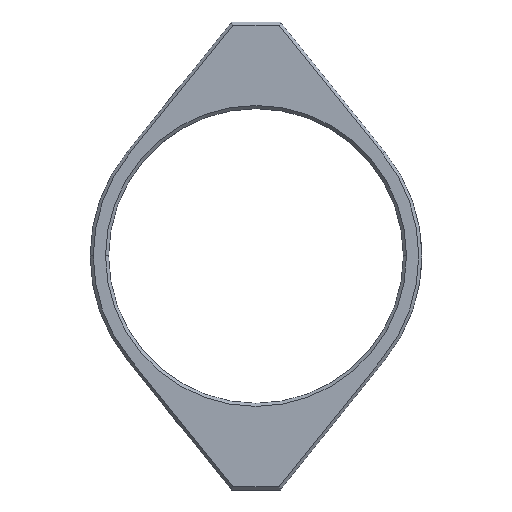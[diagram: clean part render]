
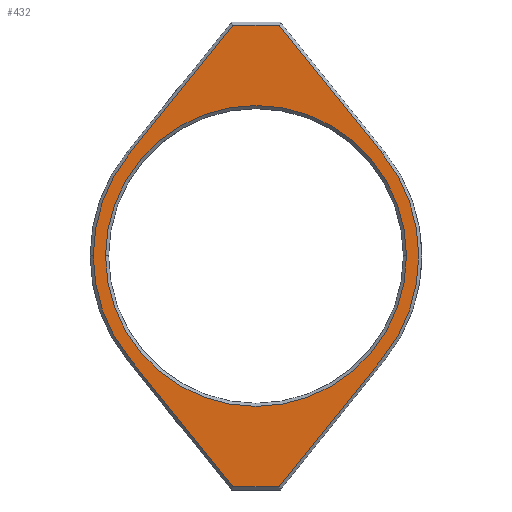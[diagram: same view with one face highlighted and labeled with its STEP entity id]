
A CAD part, top view. The second image highlights one B-rep face of the part: STEP entity #432.
In plain terms, the highlighted planar face has unit normal (0, 0, 1).
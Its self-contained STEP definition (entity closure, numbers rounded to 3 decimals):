
#1 = FACE_OUTER_BOUND ( 'NONE', #1985, .T. ) ;
#39 = CARTESIAN_POINT ( 'NONE',  ( 20.647, 16.612, 5. ) ) ;
#51 = CARTESIAN_POINT ( 'NONE',  ( -4., 37.6, 5. ) ) ;
#72 = CARTESIAN_POINT ( 'NONE',  ( -20.647, 16.612, 5. ) ) ;
#93 = CIRCLE ( 'NONE', #2893, 24.5 ) ;
#187 = VECTOR ( 'NONE', #2313, 1000. ) ;
#214 = FACE_BOUND ( 'NONE', #2087, .T. ) ;
#242 = LINE ( 'NONE', #3339, #187 ) ;
#254 = EDGE_CURVE ( 'NONE', #1542, #3409, #93, .T. ) ;
#318 = CARTESIAN_POINT ( 'NONE',  ( -20.647, -16.612, 5. ) ) ;
#331 = DIRECTION ( 'NONE',  ( -0.627, 0.779, 0. ) ) ;
#334 = VECTOR ( 'NONE', #387, 1000. ) ;
#371 = DIRECTION ( 'NONE',  ( 1., 0., 0. ) ) ;
#387 = DIRECTION ( 'NONE',  ( -1., 0., 0. ) ) ;
#432 = ADVANCED_FACE ( 'NONE', ( #214, #1 ), #1890, .T. ) ;
#465 = VERTEX_POINT ( 'NONE', #1250 ) ;
#548 = AXIS2_PLACEMENT_3D ( 'NONE', #1303, #2251, #2576 ) ;
#573 = ORIENTED_EDGE ( 'NONE', *, *, #1260, .T. ) ;
#612 = VERTEX_POINT ( 'NONE', #72 ) ;
#660 = CIRCLE ( 'NONE', #3766, 26.5 ) ;
#731 = CARTESIAN_POINT ( 'NONE',  ( 3.761, 37.6, 5. ) ) ;
#775 = VECTOR ( 'NONE', #1628, 1000. ) ;
#818 = VECTOR ( 'NONE', #3366, 1000. ) ;
#831 = ORIENTED_EDGE ( 'NONE', *, *, #4248, .T. ) ;
#889 = LINE ( 'NONE', #4232, #775 ) ;
#904 = DIRECTION ( 'NONE',  ( 0., 0., 1. ) ) ;
#1039 = CARTESIAN_POINT ( 'NONE',  ( 0., 0., 5. ) ) ;
#1087 = EDGE_CURVE ( 'NONE', #1645, #1708, #2354, .T. ) ;
#1090 = ORIENTED_EDGE ( 'NONE', *, *, #1369, .T. ) ;
#1107 = CARTESIAN_POINT ( 'NONE',  ( 0., 0., 5. ) ) ;
#1250 = CARTESIAN_POINT ( 'NONE',  ( -3.761, -37.6, 5. ) ) ;
#1260 = EDGE_CURVE ( 'NONE', #465, #1465, #889, .T. ) ;
#1303 = CARTESIAN_POINT ( 'NONE',  ( 0., 0., 5. ) ) ;
#1340 = AXIS2_PLACEMENT_3D ( 'NONE', #3506, #3488, #2897 ) ;
#1365 = DIRECTION ( 'NONE',  ( 0., 0., 1. ) ) ;
#1369 = EDGE_CURVE ( 'NONE', #612, #1645, #2051, .T. ) ;
#1372 = VERTEX_POINT ( 'NONE', #39 ) ;
#1388 = ORIENTED_EDGE ( 'NONE', *, *, #1961, .T. ) ;
#1402 = ORIENTED_EDGE ( 'NONE', *, *, #2414, .T. ) ;
#1408 = CARTESIAN_POINT ( 'NONE',  ( 3.761, -37.6, 5. ) ) ;
#1465 = VERTEX_POINT ( 'NONE', #1408 ) ;
#1497 = DIRECTION ( 'NONE',  ( 1., 0., 0. ) ) ;
#1542 = VERTEX_POINT ( 'NONE', #3122 ) ;
#1624 = LINE ( 'NONE', #2539, #2220 ) ;
#1628 = DIRECTION ( 'NONE',  ( 1., 0., 0. ) ) ;
#1645 = VERTEX_POINT ( 'NONE', #2549 ) ;
#1708 = VERTEX_POINT ( 'NONE', #318 ) ;
#1783 = AXIS2_PLACEMENT_3D ( 'NONE', #1039, #1365, #371 ) ;
#1830 = CARTESIAN_POINT ( 'NONE',  ( 0., 0., 5. ) ) ;
#1839 = VERTEX_POINT ( 'NONE', #4005 ) ;
#1890 = PLANE ( 'NONE',  #3380 ) ;
#1901 = DIRECTION ( 'NONE',  ( 1., 0., 0. ) ) ;
#1920 = VERTEX_POINT ( 'NONE', #731 ) ;
#1961 = EDGE_CURVE ( 'NONE', #1839, #612, #2205, .T. ) ;
#1984 = ORIENTED_EDGE ( 'NONE', *, *, #2841, .T. ) ;
#1985 = EDGE_LOOP ( 'NONE', ( #3640, #2862, #1388, #1090, #3709, #831, #573, #1984, #1402 ) ) ;
#1987 = CARTESIAN_POINT ( 'NONE',  ( 3.61, 37.787, 5. ) ) ;
#2051 = CIRCLE ( 'NONE', #1783, 26.5 ) ;
#2087 = EDGE_LOOP ( 'NONE', ( #3085, #3619 ) ) ;
#2125 = DIRECTION ( 'NONE',  ( 1., 0., 0. ) ) ;
#2151 = DIRECTION ( 'NONE',  ( 0., 0., -1. ) ) ;
#2205 = LINE ( 'NONE', #2708, #818 ) ;
#2220 = VECTOR ( 'NONE', #3864, 1000. ) ;
#2246 = CARTESIAN_POINT ( 'NONE',  ( 24.5, 0., 5. ) ) ;
#2251 = DIRECTION ( 'NONE',  ( 0., 0., -1. ) ) ;
#2269 = VECTOR ( 'NONE', #331, 1000. ) ;
#2313 = DIRECTION ( 'NONE',  ( 0.627, 0.779, 0. ) ) ;
#2354 = CIRCLE ( 'NONE', #1340, 26.5 ) ;
#2377 = VERTEX_POINT ( 'NONE', #2758 ) ;
#2414 = EDGE_CURVE ( 'NONE', #2377, #1372, #660, .T. ) ;
#2539 = CARTESIAN_POINT ( 'NONE',  ( -3.61, -37.787, 5. ) ) ;
#2549 = CARTESIAN_POINT ( 'NONE',  ( -26.5, 0., 5. ) ) ;
#2576 = DIRECTION ( 'NONE',  ( 1., 0., 0. ) ) ;
#2675 = EDGE_CURVE ( 'NONE', #3409, #1542, #3525, .T. ) ;
#2708 = CARTESIAN_POINT ( 'NONE',  ( -20.647, 16.612, 5. ) ) ;
#2758 = CARTESIAN_POINT ( 'NONE',  ( 20.647, -16.612, 5. ) ) ;
#2813 = LINE ( 'NONE', #51, #334 ) ;
#2839 = LINE ( 'NONE', #1987, #2269 ) ;
#2841 = EDGE_CURVE ( 'NONE', #1465, #2377, #242, .T. ) ;
#2862 = ORIENTED_EDGE ( 'NONE', *, *, #2918, .T. ) ;
#2893 = AXIS2_PLACEMENT_3D ( 'NONE', #1830, #2151, #1497 ) ;
#2897 = DIRECTION ( 'NONE',  ( 1., 0., 0. ) ) ;
#2918 = EDGE_CURVE ( 'NONE', #1920, #1839, #2813, .T. ) ;
#3085 = ORIENTED_EDGE ( 'NONE', *, *, #2675, .T. ) ;
#3096 = DIRECTION ( 'NONE',  ( 0., 0., 1. ) ) ;
#3122 = CARTESIAN_POINT ( 'NONE',  ( -24.5, 0., 5. ) ) ;
#3169 = CARTESIAN_POINT ( 'NONE',  ( 0., 0., 5. ) ) ;
#3339 = CARTESIAN_POINT ( 'NONE',  ( 20.647, -16.612, 5. ) ) ;
#3366 = DIRECTION ( 'NONE',  ( -0.627, -0.779, 0. ) ) ;
#3380 = AXIS2_PLACEMENT_3D ( 'NONE', #3169, #904, #1901 ) ;
#3409 = VERTEX_POINT ( 'NONE', #2246 ) ;
#3470 = EDGE_CURVE ( 'NONE', #1372, #1920, #2839, .T. ) ;
#3488 = DIRECTION ( 'NONE',  ( 0., 0., 1. ) ) ;
#3506 = CARTESIAN_POINT ( 'NONE',  ( 0., 0., 5. ) ) ;
#3525 = CIRCLE ( 'NONE', #548, 24.5 ) ;
#3619 = ORIENTED_EDGE ( 'NONE', *, *, #254, .T. ) ;
#3640 = ORIENTED_EDGE ( 'NONE', *, *, #3470, .T. ) ;
#3709 = ORIENTED_EDGE ( 'NONE', *, *, #1087, .T. ) ;
#3766 = AXIS2_PLACEMENT_3D ( 'NONE', #1107, #3096, #2125 ) ;
#3864 = DIRECTION ( 'NONE',  ( 0.627, -0.779, 0. ) ) ;
#4005 = CARTESIAN_POINT ( 'NONE',  ( -3.761, 37.6, 5. ) ) ;
#4232 = CARTESIAN_POINT ( 'NONE',  ( 4., -37.6, 5. ) ) ;
#4248 = EDGE_CURVE ( 'NONE', #1708, #465, #1624, .T. ) ;
